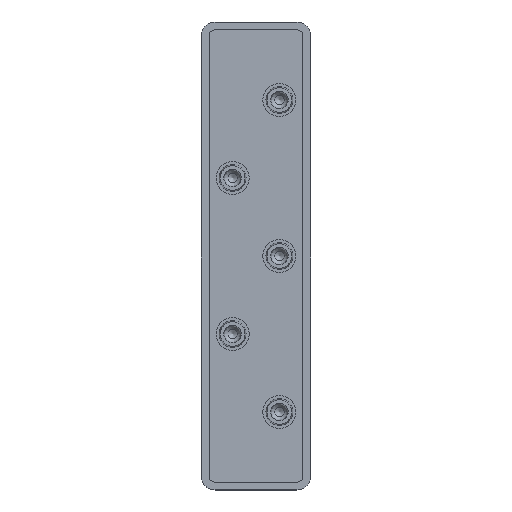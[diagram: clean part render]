
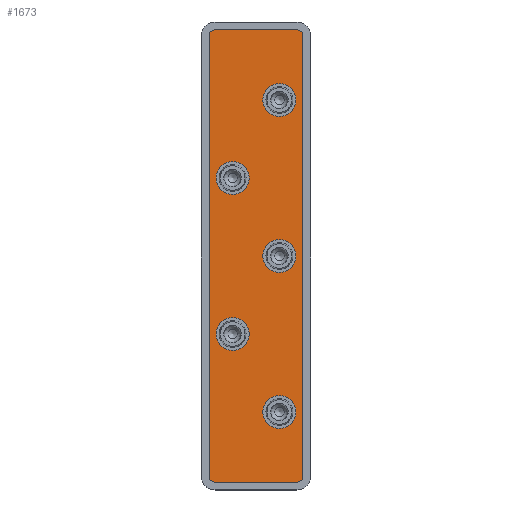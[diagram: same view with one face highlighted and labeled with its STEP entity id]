
A CAD part, top view. The second image highlights one B-rep face of the part: STEP entity #1673.
In plain terms, the highlighted planar face has unit normal (0, 0, 1).
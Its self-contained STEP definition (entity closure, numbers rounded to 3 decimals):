
#333=CARTESIAN_POINT('',(-6.,24.25,-2.0));
#334=VERTEX_POINT('',#333);
#335=CARTESIAN_POINT('',(-6.,20.,-2.));
#336=DIRECTION('',(0.0,0.0,-1.0));
#337=DIRECTION('',(0.0,1.0,0.0));
#338=AXIS2_PLACEMENT_3D('',#335,#336,#337);
#339=CIRCLE('',#338,4.25);
#340=EDGE_CURVE('',#334,#334,#339,.T.);
#473=CARTESIAN_POINT('',(6.,44.25,-2.0));
#474=VERTEX_POINT('',#473);
#475=CARTESIAN_POINT('',(6.,40.0,-2.0));
#476=DIRECTION('',(0.0,0.0,-1.0));
#477=DIRECTION('',(0.0,1.0,0.0));
#478=AXIS2_PLACEMENT_3D('',#475,#476,#477);
#479=CIRCLE('',#478,4.25);
#480=EDGE_CURVE('',#474,#474,#479,.T.);
#734=CARTESIAN_POINT('',(6.,-4.25,-2.));
#735=VERTEX_POINT('',#734);
#736=CARTESIAN_POINT('',(6.,0.,-2.0));
#737=DIRECTION('',(0.0,0.0,-1.0));
#738=DIRECTION('',(0.0,-1.0,0.0));
#739=AXIS2_PLACEMENT_3D('',#736,#737,#738);
#740=CIRCLE('',#739,4.25);
#741=EDGE_CURVE('',#735,#735,#740,.T.);
#1123=CARTESIAN_POINT('',(-6.,-24.25,-2.0));
#1124=VERTEX_POINT('',#1123);
#1125=CARTESIAN_POINT('',(-6.,-20.,-2.));
#1126=DIRECTION('',(0.0,0.0,-1.0));
#1127=DIRECTION('',(0.0,-1.0,0.0));
#1128=AXIS2_PLACEMENT_3D('',#1125,#1126,#1127);
#1129=CIRCLE('',#1128,4.25);
#1130=EDGE_CURVE('',#1124,#1124,#1129,.T.);
#1263=CARTESIAN_POINT('',(6.,-44.25,-2.0));
#1264=VERTEX_POINT('',#1263);
#1265=CARTESIAN_POINT('',(6.,-40.0,-2.0));
#1266=DIRECTION('',(0.0,0.0,-1.0));
#1267=DIRECTION('',(0.0,-1.0,0.0));
#1268=AXIS2_PLACEMENT_3D('',#1265,#1266,#1267);
#1269=CIRCLE('',#1268,4.25);
#1270=EDGE_CURVE('',#1264,#1264,#1269,.T.);
#1392=CARTESIAN_POINT('',(-12.,56.5,-2.0));
#1393=VERTEX_POINT('',#1392);
#1394=CARTESIAN_POINT('',(-12.,-56.5,-2.0));
#1395=VERTEX_POINT('',#1394);
#1396=CARTESIAN_POINT('',(-12.,56.5,-2.0));
#1397=DIRECTION('',(0.0,-1.0,0.0));
#1398=VECTOR('',#1397,113.0);
#1399=LINE('',#1396,#1398);
#1400=EDGE_CURVE('',#1393,#1395,#1399,.T.);
#1432=CARTESIAN_POINT('',(-10.5,-58.,-2.0));
#1433=VERTEX_POINT('',#1432);
#1434=CARTESIAN_POINT('',(-10.5,-56.5,-2.0));
#1435=DIRECTION('',(0.0,0.0,1.0));
#1436=DIRECTION('',(1.0,0.0,0.0));
#1437=AXIS2_PLACEMENT_3D('',#1434,#1435,#1436);
#1438=CIRCLE('',#1437,1.5);
#1439=EDGE_CURVE('',#1395,#1433,#1438,.T.);
#1465=CARTESIAN_POINT('',(10.5,-58.,-2.0));
#1466=VERTEX_POINT('',#1465);
#1467=CARTESIAN_POINT('',(-10.5,-58.,-2.0));
#1468=DIRECTION('',(1.0,0.0,0.0));
#1469=VECTOR('',#1468,21.);
#1470=LINE('',#1467,#1469);
#1471=EDGE_CURVE('',#1433,#1466,#1470,.T.);
#1496=CARTESIAN_POINT('',(12.,-56.5,-2.0));
#1497=VERTEX_POINT('',#1496);
#1498=CARTESIAN_POINT('',(10.5,-56.5,-2.0));
#1499=DIRECTION('',(0.0,0.0,1.0));
#1500=DIRECTION('',(0.0,1.0,0.0));
#1501=AXIS2_PLACEMENT_3D('',#1498,#1499,#1500);
#1502=CIRCLE('',#1501,1.5);
#1503=EDGE_CURVE('',#1466,#1497,#1502,.T.);
#1529=CARTESIAN_POINT('',(12.,56.5,-2.0));
#1530=VERTEX_POINT('',#1529);
#1531=CARTESIAN_POINT('',(12.,-56.5,-2.0));
#1532=DIRECTION('',(0.0,1.0,0.0));
#1533=VECTOR('',#1532,113.0);
#1534=LINE('',#1531,#1533);
#1535=EDGE_CURVE('',#1497,#1530,#1534,.T.);
#1560=CARTESIAN_POINT('',(10.5,58.,-2.0));
#1561=VERTEX_POINT('',#1560);
#1562=CARTESIAN_POINT('',(10.5,56.5,-2.0));
#1563=DIRECTION('',(0.0,0.0,1.0));
#1564=DIRECTION('',(-1.0,0.0,0.0));
#1565=AXIS2_PLACEMENT_3D('',#1562,#1563,#1564);
#1566=CIRCLE('',#1565,1.5);
#1567=EDGE_CURVE('',#1530,#1561,#1566,.T.);
#1593=CARTESIAN_POINT('',(-10.5,58.,-2.0));
#1594=VERTEX_POINT('',#1593);
#1595=CARTESIAN_POINT('',(10.5,58.,-2.0));
#1596=DIRECTION('',(-1.0,0.0,0.0));
#1597=VECTOR('',#1596,21.);
#1598=LINE('',#1595,#1597);
#1599=EDGE_CURVE('',#1561,#1594,#1598,.T.);
#1624=CARTESIAN_POINT('',(-10.5,56.5,-2.0));
#1625=DIRECTION('',(0.0,0.0,1.0));
#1626=DIRECTION('',(0.0,-1.0,0.0));
#1627=AXIS2_PLACEMENT_3D('',#1624,#1625,#1626);
#1628=CIRCLE('',#1627,1.5);
#1629=EDGE_CURVE('',#1594,#1393,#1628,.T.);
#1643=CARTESIAN_POINT('',(0.,0.,-2.0));
#1644=DIRECTION('',(0.0,0.0,1.0));
#1645=DIRECTION('',(1.0,0.0,0.0));
#1646=AXIS2_PLACEMENT_3D('',#1643,#1644,#1645);
#1647=PLANE('',#1646);
#1648=ORIENTED_EDGE('',*,*,#1400,.T.);
#1649=ORIENTED_EDGE('',*,*,#1439,.T.);
#1650=ORIENTED_EDGE('',*,*,#1471,.T.);
#1651=ORIENTED_EDGE('',*,*,#1503,.T.);
#1652=ORIENTED_EDGE('',*,*,#1535,.T.);
#1653=ORIENTED_EDGE('',*,*,#1567,.T.);
#1654=ORIENTED_EDGE('',*,*,#1599,.T.);
#1655=ORIENTED_EDGE('',*,*,#1629,.T.);
#1656=EDGE_LOOP('',(#1648,#1649,#1650,#1651,#1652,#1653,#1654,#1655));
#1657=FACE_OUTER_BOUND('',#1656,.T.);
#1658=ORIENTED_EDGE('',*,*,#340,.T.);
#1659=EDGE_LOOP('',(#1658));
#1660=FACE_BOUND('',#1659,.T.);
#1661=ORIENTED_EDGE('',*,*,#480,.T.);
#1662=EDGE_LOOP('',(#1661));
#1663=FACE_BOUND('',#1662,.T.);
#1664=ORIENTED_EDGE('',*,*,#741,.T.);
#1665=EDGE_LOOP('',(#1664));
#1666=FACE_BOUND('',#1665,.T.);
#1667=ORIENTED_EDGE('',*,*,#1130,.T.);
#1668=EDGE_LOOP('',(#1667));
#1669=FACE_BOUND('',#1668,.T.);
#1670=ORIENTED_EDGE('',*,*,#1270,.T.);
#1671=EDGE_LOOP('',(#1670));
#1672=FACE_BOUND('',#1671,.T.);
#1673=ADVANCED_FACE('',(#1657,#1660,#1663,#1666,#1669,#1672),#1647,.T.);
